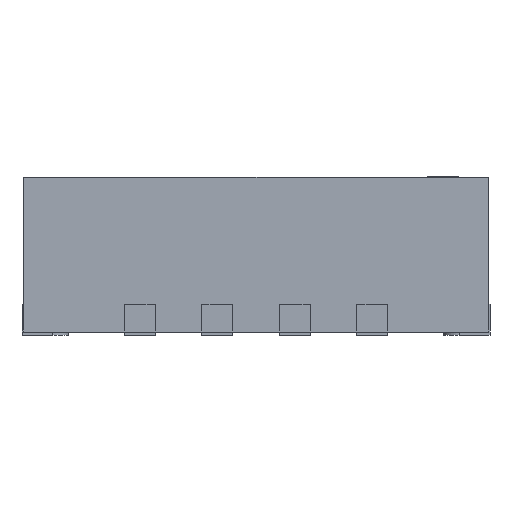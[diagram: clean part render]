
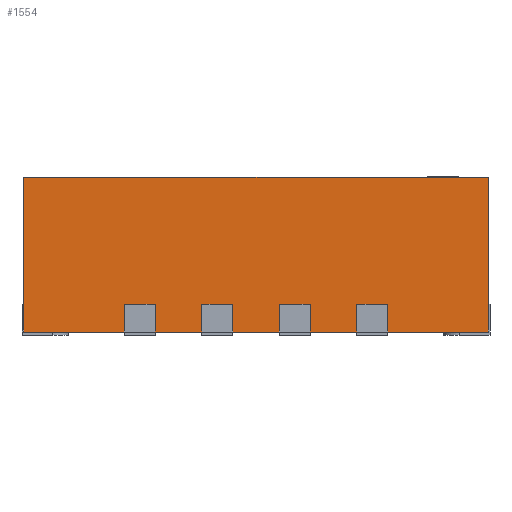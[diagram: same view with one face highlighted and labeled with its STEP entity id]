
A CAD part, left-side view. The second image highlights one B-rep face of the part: STEP entity #1554.
In plain terms, the highlighted planar face has unit normal (-1, 0, 0).
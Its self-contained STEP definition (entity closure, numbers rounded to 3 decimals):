
#320 = VERTEX_POINT('',#321);
#321 = CARTESIAN_POINT('',(-1.55,-1.5,
    0.02));
#327 = EDGE_CURVE('',#328,#320,#330,.T.);
#328 = VERTEX_POINT('',#329);
#329 = CARTESIAN_POINT('',(-1.55,1.5,
    0.02));
#330 = LINE('',#331,#332);
#331 = CARTESIAN_POINT('',(-1.55,-1.5,
    0.02));
#332 = VECTOR('',#333,1.);
#333 = DIRECTION('',(-0.,-1.,-0.));
#1006 = VERTEX_POINT('',#1007);
#1007 = CARTESIAN_POINT('',(-1.55,1.5,
    1.02));
#1013 = EDGE_CURVE('',#1006,#1014,#1016,.T.);
#1014 = VERTEX_POINT('',#1015);
#1015 = CARTESIAN_POINT('',(-1.55,-1.5,
    1.02));
#1016 = LINE('',#1017,#1018);
#1017 = CARTESIAN_POINT('',(-1.55,-1.5,
    1.02));
#1018 = VECTOR('',#1019,1.);
#1019 = DIRECTION('',(-0.,-1.,-0.));
#1542 = EDGE_CURVE('',#1006,#328,#1543,.T.);
#1543 = LINE('',#1544,#1545);
#1544 = CARTESIAN_POINT('',(-1.55,1.5,
    1.02));
#1545 = VECTOR('',#1546,1.);
#1546 = DIRECTION('',(-0.,-0.,-1.));
#1554 = ADVANCED_FACE('',(#1555),#1566,.F.);
#1555 = FACE_BOUND('',#1556,.T.);
#1556 = EDGE_LOOP('',(#1557,#1558,#1564,#1565));
#1557 = ORIENTED_EDGE('',*,*,#327,.T.);
#1558 = ORIENTED_EDGE('',*,*,#1559,.F.);
#1559 = EDGE_CURVE('',#1014,#320,#1560,.T.);
#1560 = LINE('',#1561,#1562);
#1561 = CARTESIAN_POINT('',(-1.55,-1.5,
    1.02));
#1562 = VECTOR('',#1563,1.);
#1563 = DIRECTION('',(-0.,-0.,-1.));
#1564 = ORIENTED_EDGE('',*,*,#1013,.F.);
#1565 = ORIENTED_EDGE('',*,*,#1542,.T.);
#1566 = PLANE('',#1567);
#1567 = AXIS2_PLACEMENT_3D('',#1568,#1569,#1570);
#1568 = CARTESIAN_POINT('',(-1.55,-1.5,
    1.02));
#1569 = DIRECTION('',(1.,0.,0.));
#1570 = DIRECTION('',(0.,0.,-1.));
